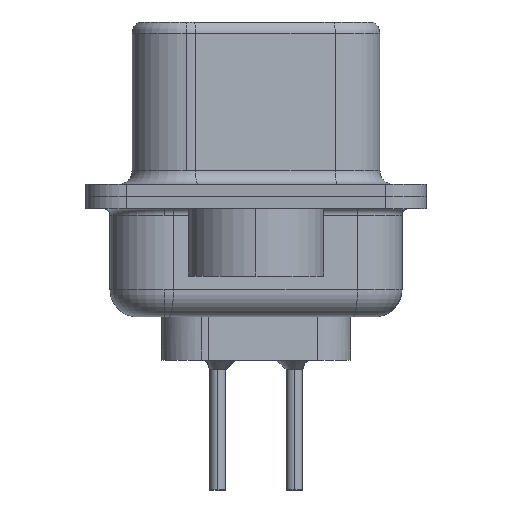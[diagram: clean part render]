
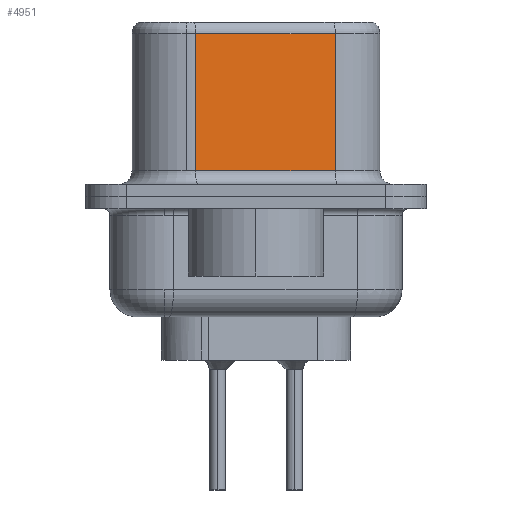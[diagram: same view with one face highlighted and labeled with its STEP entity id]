
A CAD part, left-side view. The second image highlights one B-rep face of the part: STEP entity #4951.
In plain terms, the highlighted planar face has unit normal (-0.985, -0.174, 0).
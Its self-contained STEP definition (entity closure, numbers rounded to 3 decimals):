
#1449 = FACE_OUTER_BOUND ( 'NONE', #6699, .T. ) ;
#1471 = VERTEX_POINT ( 'NONE', #15411 ) ;
#1629 = LINE ( 'NONE', #1909, #7743 ) ;
#1909 = CARTESIAN_POINT ( 'NONE',  ( 4.575, -2.927, 6.52 ) ) ;
#2103 = ORIENTED_EDGE ( 'NONE', *, *, #7093, .T. ) ;
#3099 = VECTOR ( 'NONE', #16822, 1000. ) ;
#3946 = DIRECTION ( 'NONE',  ( 0.985, 0.174, 0. ) ) ;
#4148 = CARTESIAN_POINT ( 'NONE',  ( 3.665, 2.233, 6.52 ) ) ;
#4242 = CARTESIAN_POINT ( 'NONE',  ( 4.575, -2.927, 6.02 ) ) ;
#4437 = DIRECTION ( 'NONE',  ( -0.174, 0.985, 0. ) ) ;
#4933 = DIRECTION ( 'NONE',  ( 0., 0., -1. ) ) ;
#4951 = ADVANCED_FACE ( 'NONE', ( #1449 ), #7979, .F. ) ;
#5911 = VECTOR ( 'NONE', #9911, 1000. ) ;
#6699 = EDGE_LOOP ( 'NONE', ( #15827, #11973, #2103, #12376 ) ) ;
#7093 = EDGE_CURVE ( 'NONE', #1471, #17697, #11007, .T. ) ;
#7216 = CARTESIAN_POINT ( 'NONE',  ( 4.575, -2.927, 0.95 ) ) ;
#7743 = VECTOR ( 'NONE', #4933, 1000. ) ;
#7979 = PLANE ( 'NONE',  #13823 ) ;
#8324 = VECTOR ( 'NONE', #4437, 1000. ) ;
#8584 = DIRECTION ( 'NONE',  ( -0.174, 0.985, 0. ) ) ;
#8836 = LINE ( 'NONE', #4242, #8324 ) ;
#9911 = DIRECTION ( 'NONE',  ( 0.174, -0.985, 0. ) ) ;
#10926 = CARTESIAN_POINT ( 'NONE',  ( 3.665, 2.233, 0.95 ) ) ;
#11007 = LINE ( 'NONE', #4148, #3099 ) ;
#11094 = VERTEX_POINT ( 'NONE', #7216 ) ;
#11973 = ORIENTED_EDGE ( 'NONE', *, *, #16498, .T. ) ;
#12305 = CARTESIAN_POINT ( 'NONE',  ( 4.575, -2.927, 6.02 ) ) ;
#12376 = ORIENTED_EDGE ( 'NONE', *, *, #14179, .T. ) ;
#13644 = VERTEX_POINT ( 'NONE', #12305 ) ;
#13795 = CARTESIAN_POINT ( 'NONE',  ( 4.575, -2.927, 6.52 ) ) ;
#13823 = AXIS2_PLACEMENT_3D ( 'NONE', #13795, #3946, #8584 ) ;
#13961 = LINE ( 'NONE', #15555, #5911 ) ;
#14179 = EDGE_CURVE ( 'NONE', #17697, #11094, #13961, .T. ) ;
#14873 = EDGE_CURVE ( 'NONE', #13644, #11094, #1629, .T. ) ;
#15411 = CARTESIAN_POINT ( 'NONE',  ( 3.665, 2.233, 6.02 ) ) ;
#15555 = CARTESIAN_POINT ( 'NONE',  ( 4.575, -2.927, 0.95 ) ) ;
#15827 = ORIENTED_EDGE ( 'NONE', *, *, #14873, .F. ) ;
#16498 = EDGE_CURVE ( 'NONE', #13644, #1471, #8836, .T. ) ;
#16822 = DIRECTION ( 'NONE',  ( 0., 0., -1. ) ) ;
#17697 = VERTEX_POINT ( 'NONE', #10926 ) ;
